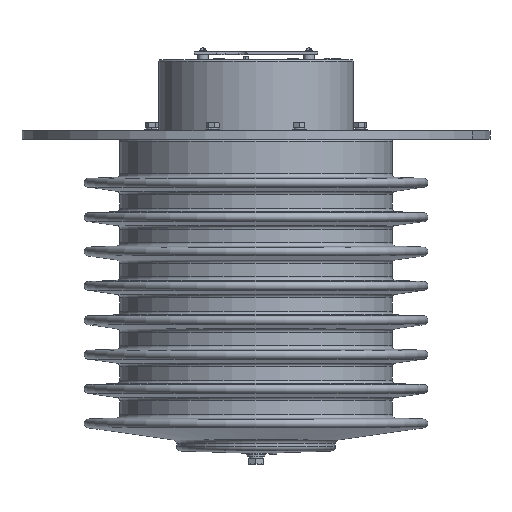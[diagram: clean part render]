
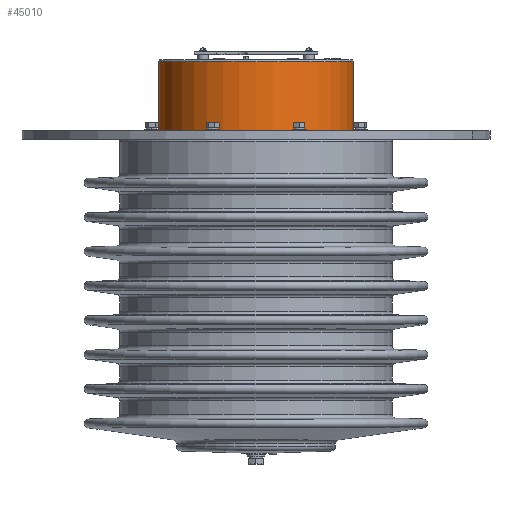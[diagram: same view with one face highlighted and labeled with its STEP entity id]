
A CAD part, front view. The second image highlights one B-rep face of the part: STEP entity #45010.
In plain terms, the highlighted cylindrical face has radius 110 mm (diameter 220 mm), a partial arc.
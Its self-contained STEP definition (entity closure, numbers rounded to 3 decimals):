
#4833 = CARTESIAN_POINT ( 'NONE',  ( -110., 0., 428.36 ) ) ;
#4842 = CARTESIAN_POINT ( 'NONE',  ( -110., 0., 342.36 ) ) ;
#4873 = CARTESIAN_POINT ( 'NONE',  ( 110., 0., 342.36 ) ) ;
#4874 = CARTESIAN_POINT ( 'NONE',  ( 110., 0., 428.36 ) ) ;
#9838 = ORIENTED_EDGE ( 'NONE', *, *, #34460, .F. ) ;
#9844 = ORIENTED_EDGE ( 'NONE', *, *, #34477, .T. ) ;
#10017 = EDGE_LOOP ( 'NONE', ( #9838, #28724, #9844, #28739 ) ) ;
#11573 = AXIS2_PLACEMENT_3D ( 'NONE', #18754, #18792, #18771 ) ;
#16260 = FACE_OUTER_BOUND ( 'NONE', #10017, .T. ) ;
#16298 = CYLINDRICAL_SURFACE ( 'NONE', #11573, 110. ) ;
#18754 = CARTESIAN_POINT ( 'NONE',  ( 0., 0., 430.36 ) ) ;
#18771 = DIRECTION ( 'NONE',  ( -1., 0., 0. ) ) ;
#18792 = DIRECTION ( 'NONE',  ( 0., 0., -1. ) ) ;
#28724 = ORIENTED_EDGE ( 'NONE', *, *, #32188, .T. ) ;
#28739 = ORIENTED_EDGE ( 'NONE', *, *, #34471, .T. ) ;
#32188 = EDGE_CURVE ( 'NONE', #36915, #36947, #57363, .T. ) ;
#34460 = EDGE_CURVE ( 'NONE', #36915, #36916, #66048, .T. ) ;
#34471 = EDGE_CURVE ( 'NONE', #36938, #36916, #66054, .T. ) ;
#34477 = EDGE_CURVE ( 'NONE', #36947, #36938, #66060, .T. ) ;
#36915 = VERTEX_POINT ( 'NONE', #4874 ) ;
#36916 = VERTEX_POINT ( 'NONE', #4873 ) ;
#36938 = VERTEX_POINT ( 'NONE', #4842 ) ;
#36947 = VERTEX_POINT ( 'NONE', #4833 ) ;
#45010 = ADVANCED_FACE ( 'NONE', ( #16260 ), #16298, .T. ) ;
#57363 = CIRCLE ( 'NONE', #58170, 110. ) ;
#58170 = AXIS2_PLACEMENT_3D ( 'NONE', #59253, #59221, #59259 ) ;
#59221 = DIRECTION ( 'NONE',  ( 0., 0., -1. ) ) ;
#59253 = CARTESIAN_POINT ( 'NONE',  ( 0., 0., 428.36 ) ) ;
#59259 = DIRECTION ( 'NONE',  ( 1., 0., 0. ) ) ;
#63183 = AXIS2_PLACEMENT_3D ( 'NONE', #65216, #65183, #65217 ) ;
#65149 = CARTESIAN_POINT ( 'NONE',  ( 110., 0., 430.36 ) ) ;
#65150 = DIRECTION ( 'NONE',  ( 0., 0., -1. ) ) ;
#65183 = DIRECTION ( 'NONE',  ( 0., 0., 1. ) ) ;
#65210 = DIRECTION ( 'NONE',  ( 0., 0., -1. ) ) ;
#65216 = CARTESIAN_POINT ( 'NONE',  ( 0., 0., 342.36 ) ) ;
#65217 = DIRECTION ( 'NONE',  ( 1., 0., 0. ) ) ;
#65218 = CARTESIAN_POINT ( 'NONE',  ( -110., 0., 430.36 ) ) ;
#66048 = LINE ( 'NONE', #65149, #66075 ) ;
#66054 = CIRCLE ( 'NONE', #63183, 110. ) ;
#66060 = LINE ( 'NONE', #65218, #66088 ) ;
#66075 = VECTOR ( 'NONE', #65150, 1000. ) ;
#66088 = VECTOR ( 'NONE', #65210, 1000. ) ;
